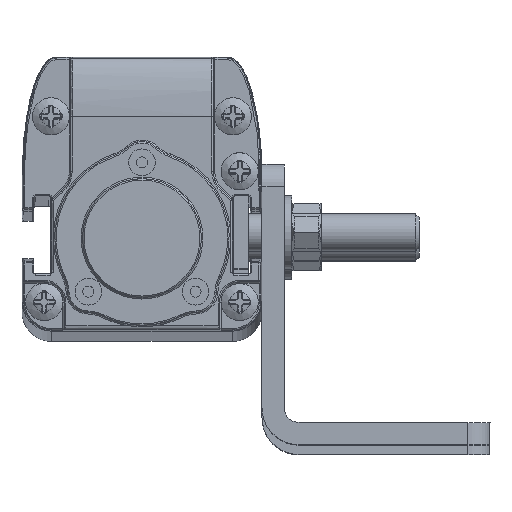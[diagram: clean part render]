
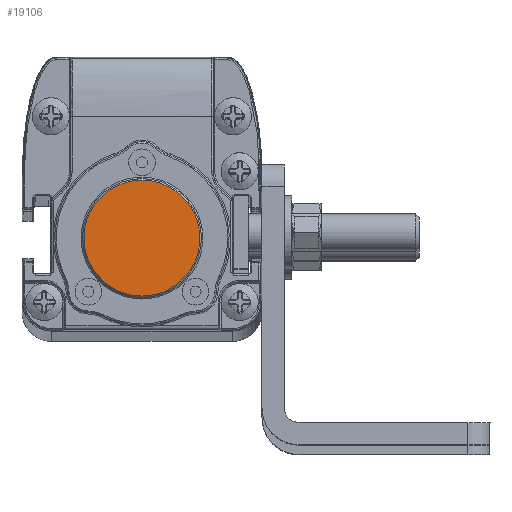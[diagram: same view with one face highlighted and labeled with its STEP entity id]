
A CAD part, top view. The second image highlights one B-rep face of the part: STEP entity #19106.
In plain terms, the highlighted planar face has unit normal (0, 0, 1).
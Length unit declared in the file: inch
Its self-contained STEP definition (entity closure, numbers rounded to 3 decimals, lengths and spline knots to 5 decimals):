
#2604 = CARTESIAN_POINT ( 'NONE',  ( -0.61417, -0.53189, 32.80583 ) ) ;
#3454 = CARTESIAN_POINT ( 'NONE',  ( -0.08038, 0.29909, 32.80583 ) ) ;
#3771 = CARTESIAN_POINT ( 'NONE',  ( 0., -0.30709, 32.80583 ) ) ;
#5492 = CARTESIAN_POINT ( 'NONE',  ( 0.26833, -0.15465, 32.80583 ) ) ;
#5568 = ORIENTED_EDGE ( 'NONE', *, *, #64465, .F. ) ;
#6130 = FACE_OUTER_BOUND ( 'NONE', #93097, .T. ) ;
#7699 = AXIS2_PLACEMENT_3D ( 'NONE', #2604, #61706, #18090 ) ;
#12110 = CARTESIAN_POINT ( 'NONE',  ( 0.08038, -0.29909, 32.80583 ) ) ;
#12738 = CARTESIAN_POINT ( 'NONE',  ( 0., 0.30709, 32.80583 ) ) ;
#13056 = CARTESIAN_POINT ( 'NONE',  ( 0.08038, 0.29909, 32.80583 ) ) ;
#18090 = DIRECTION ( 'NONE',  ( 1., 0., 0. ) ) ;
#18960 = CARTESIAN_POINT ( 'NONE',  ( -0.18872, -0.24557, 32.80583 ) ) ;
#19106 = ADVANCED_FACE ( 'NONE', ( #6130 ), #39751, .T. ) ;
#19747 = CARTESIAN_POINT ( 'NONE',  ( 0.29909, -0.08038, 32.80583 ) ) ;
#25356 = CARTESIAN_POINT ( 'NONE',  ( -0.24557, -0.18872, 32.80583 ) ) ;
#26619 = CARTESIAN_POINT ( 'NONE',  ( -0.18872, 0.24557, 32.80583 ) ) ;
#27380 = CARTESIAN_POINT ( 'NONE',  ( 0., -0.30709, 32.80583 ) ) ;
#27417 = VERTEX_POINT ( 'NONE', #35012 ) ;
#27700 = CARTESIAN_POINT ( 'NONE',  ( 0.18872, -0.24557, 32.80583 ) ) ;
#28024 = CARTESIAN_POINT ( 'NONE',  ( 0.24557, -0.18872, 32.80583 ) ) ;
#32336 = CARTESIAN_POINT ( 'NONE',  ( -0.0402, 0.30709, 32.80583 ) ) ;
#33291 = CARTESIAN_POINT ( 'NONE',  ( -0.0402, -0.30709, 32.80583 ) ) ;
#34374 = CARTESIAN_POINT ( 'NONE',  ( 0.0402, 0.30709, 32.80583 ) ) ;
#35012 = CARTESIAN_POINT ( 'NONE',  ( 0., 0.30709, 32.80583 ) ) ;
#36892 = ORIENTED_EDGE ( 'NONE', *, *, #49566, .F. ) ;
#37308 = VERTEX_POINT ( 'NONE', #3771 ) ;
#39751 = PLANE ( 'NONE',  #7699 ) ;
#40936 = CARTESIAN_POINT ( 'NONE',  ( -0.30709, 0.0402, 32.80583 ) ) ;
#41723 = CARTESIAN_POINT ( 'NONE',  ( 0.26833, 0.15465, 32.80583 ) ) ;
#49566 = EDGE_CURVE ( 'NONE', #27417, #37308, #65187, .T. ) ;
#49682 = CARTESIAN_POINT ( 'NONE',  ( 0.24557, 0.18872, 32.80583 ) ) ;
#55580 = CARTESIAN_POINT ( 'NONE',  ( -0.29909, 0.08038, 32.80583 ) ) ;
#55745 = CARTESIAN_POINT ( 'NONE',  ( 0.30709, 0.0402, 32.80583 ) ) ;
#56683 = CARTESIAN_POINT ( 'NONE',  ( 0.29909, 0.08038, 32.80583 ) ) ;
#61634 = CARTESIAN_POINT ( 'NONE',  ( -0.26833, -0.15465, 32.80583 ) ) ;
#61706 = DIRECTION ( 'NONE',  ( 0., 0., 1. ) ) ;
#62562 = CARTESIAN_POINT ( 'NONE',  ( -0.15465, -0.26833, 32.80583 ) ) ;
#62878 = CARTESIAN_POINT ( 'NONE',  ( -0.24557, 0.18872, 32.80583 ) ) ;
#63046 = CARTESIAN_POINT ( 'NONE',  ( 0.15465, -0.26833, 32.80583 ) ) ;
#63629 = CARTESIAN_POINT ( 'NONE',  ( 0.0402, -0.30709, 32.80583 ) ) ;
#64465 = EDGE_CURVE ( 'NONE', #37308, #27417, #73097, .T. ) ;
#65187 = B_SPLINE_CURVE_WITH_KNOTS ( 'NONE', 3,
 ( #12738, #34374, #13056, #71515, #70916, #49682, #41723, #56683, #55745, #78808, #19747, #5492, #28024, #27700, #63046, #12110, #63629, #27380 ),
 .UNSPECIFIED., .F., .F.,
 ( 4, 2, 2, 2, 2, 2, 2, 2, 4 ),
 ( 0., 0.125, 0.25, 0.375, 0.5, 0.625, 0.75, 0.875, 1. ),
 .UNSPECIFIED. ) ;
#70916 = CARTESIAN_POINT ( 'NONE',  ( 0.18872, 0.24557, 32.80583 ) ) ;
#71515 = CARTESIAN_POINT ( 'NONE',  ( 0.15465, 0.26833, 32.80583 ) ) ;
#73097 = B_SPLINE_CURVE_WITH_KNOTS ( 'NONE', 3,
 ( #76774, #33291, #91086, #62562, #18960, #25356, #61634, #77072, #84394, #40936, #55580, #91696, #62878, #26619, #76145, #3454, #32336, #83114 ),
 .UNSPECIFIED., .F., .F.,
 ( 4, 2, 2, 2, 2, 2, 2, 2, 4 ),
 ( 0., 0.125, 0.25, 0.375, 0.5, 0.625, 0.75, 0.875, 1. ),
 .UNSPECIFIED. ) ;
#76145 = CARTESIAN_POINT ( 'NONE',  ( -0.15465, 0.26833, 32.80583 ) ) ;
#76774 = CARTESIAN_POINT ( 'NONE',  ( 0., -0.30709, 32.80583 ) ) ;
#77072 = CARTESIAN_POINT ( 'NONE',  ( -0.29909, -0.08038, 32.80583 ) ) ;
#78808 = CARTESIAN_POINT ( 'NONE',  ( 0.30709, -0.0402, 32.80583 ) ) ;
#83114 = CARTESIAN_POINT ( 'NONE',  ( 0., 0.30709, 32.80583 ) ) ;
#84394 = CARTESIAN_POINT ( 'NONE',  ( -0.30709, -0.0402, 32.80583 ) ) ;
#91086 = CARTESIAN_POINT ( 'NONE',  ( -0.08038, -0.29909, 32.80583 ) ) ;
#91696 = CARTESIAN_POINT ( 'NONE',  ( -0.26833, 0.15465, 32.80583 ) ) ;
#93097 = EDGE_LOOP ( 'NONE', ( #36892, #5568 ) ) ;
